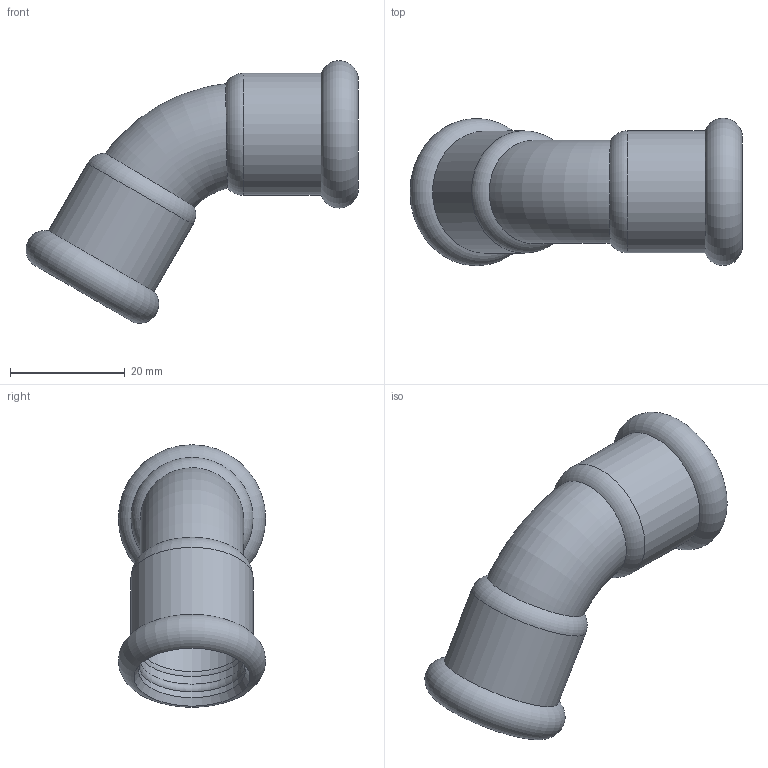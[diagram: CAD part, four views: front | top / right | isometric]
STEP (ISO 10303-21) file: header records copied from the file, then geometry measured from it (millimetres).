
FILE_DESCRIPTION(/* description */ ('Curva 15° FF De15'),/* implementation_level */ '2;1');
FILE_NAME(/* name */ '181018600_Inoxpres.stp',/* time_stamp */ '2022-10-11T09:19:15+02:00',/* author */ ('Vault'),/* organization */ ('Raccorderie metalliche s.p.a. '),/* preprocessor_version */ 'ST-DEVELOPER v18.1',/* originating_system */ 'Autodesk Inventor 2020',/* authorisation */ 'Raccorderie metalliche s.p.a. ');
FILE_SCHEMA (('AUTOMOTIVE_DESIGN { 1 0 10303 214 3 1 1 }'));
Length unit declared in the file: millimetre
Products named in the file (1): 181018600_Inoxpres
Bounding box: 57.93 x 25.71 x 45.81 mm (x, y, z)
Volume: 6897.5 mm3; surface area: 7975.7 mm2
Topology: 1 solids, 1 shells, 22 faces, 74 edges, 52 vertices
Faces by surface type: torus 12, cylinder 8, cone 2
Full cylindrical faces by diameter (mm): 18.3 x2, 18.7 x4, 21.3 x2
Entity records: 1039 total; most frequent: CARTESIAN_POINT 301, DIRECTION 168, ORIENTED_EDGE 148, AXIS2_PLACEMENT_3D 79, EDGE_CURVE 74, CIRCLE 56, VERTEX_POINT 52, FACE_OUTER_BOUND 22
